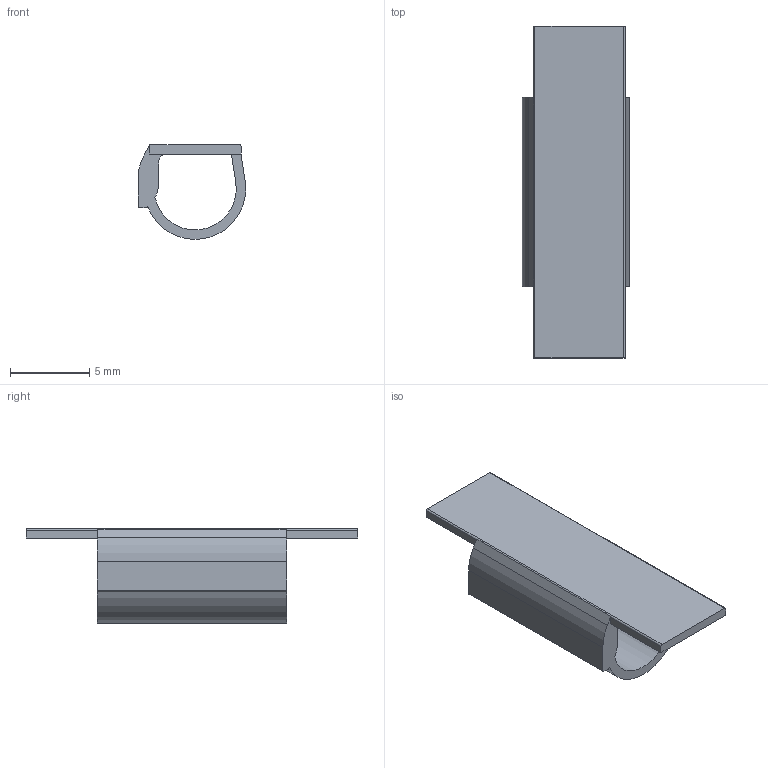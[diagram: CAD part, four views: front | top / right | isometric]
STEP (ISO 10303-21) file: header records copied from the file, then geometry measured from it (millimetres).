
FILE_DESCRIPTION(('CATIA V5 STEP Exchange','CAx-IF Rec.Pracs.--- Model Styling and Organization---1.4--- 2014-01-23'),'2;1');
FILE_NAME ('022313-2_0_1805810000_1805810000.stp','2022-01-17T07:17:55+00:00',('none'),('Weidmueller'),'CATIA Version 5-6 Release 2016 SP3 HF44','CATIA V5 STEP AP214','none');
FILE_SCHEMA(('AUTOMOTIVE_DESIGN { 1 0 10303 214 1 1 1 1 }'));
Length unit declared in the file: millimetre
Products named in the file (1): SFC2-21
Bounding box: 6.8 x 21 x 6 mm (x, y, z)
Volume: 196 mm3; surface area: 612.1 mm2
Topology: 1 solids, 1 shells, 28 faces, 84 edges, 56 vertices
Faces by surface type: plane 15, cylinder 13
Entity records: 948 total; most frequent: CARTESIAN_POINT 168, ORIENTED_EDGE 168, DIRECTION 138, EDGE_CURVE 84, VECTOR 58, LINE 58, VERTEX_POINT 56, AXIS2_PLACEMENT_3D 54
